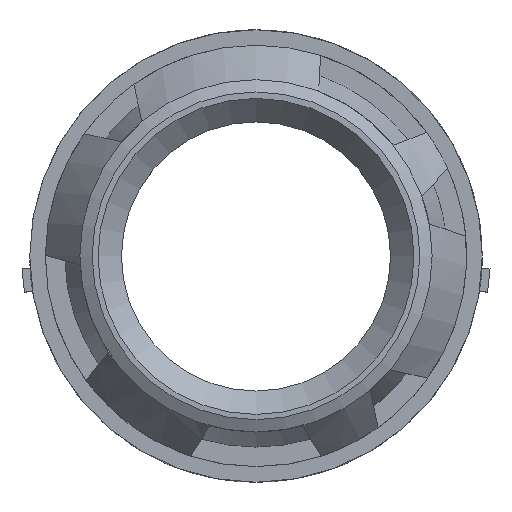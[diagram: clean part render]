
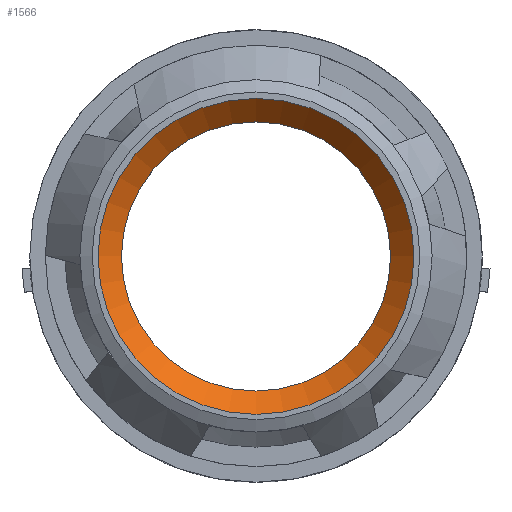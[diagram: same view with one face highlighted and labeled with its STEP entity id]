
A CAD part, top view. The second image highlights one B-rep face of the part: STEP entity #1566.
In plain terms, the highlighted conical face has half-angle 45 degrees and reference radius 18.75 mm.
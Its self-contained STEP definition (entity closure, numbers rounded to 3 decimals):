
#58=CONICAL_SURFACE('',#1722,18.75,0.785);
#161=FACE_OUTER_BOUND('',#249,.T.);
#249=EDGE_LOOP('',(#1390,#1391,#1392,#1393));
#316=CIRCLE('',#1720,20.25);
#317=CIRCLE('',#1723,17.25);
#441=LINE('',#2670,#574);
#574=VECTOR('',#2121,18.75);
#734=VERTEX_POINT('',#2664);
#735=VERTEX_POINT('',#2669);
#956=EDGE_CURVE('',#734,#734,#316,.T.);
#958=EDGE_CURVE('',#734,#735,#441,.T.);
#959=EDGE_CURVE('',#735,#735,#317,.T.);
#1390=ORIENTED_EDGE('',*,*,#956,.T.);
#1391=ORIENTED_EDGE('',*,*,#958,.T.);
#1392=ORIENTED_EDGE('',*,*,#959,.T.);
#1393=ORIENTED_EDGE('',*,*,#958,.F.);
#1566=ADVANCED_FACE('',(#161),#58,.F.);
#1720=AXIS2_PLACEMENT_3D('',#2665,#2114,#2115);
#1722=AXIS2_PLACEMENT_3D('',#2668,#2119,#2120);
#1723=AXIS2_PLACEMENT_3D('',#2671,#2122,#2123);
#2114=DIRECTION('center_axis',(0.,0.,1.));
#2115=DIRECTION('ref_axis',(1.,0.,0.));
#2119=DIRECTION('center_axis',(0.,0.,1.));
#2120=DIRECTION('ref_axis',(1.,0.,0.));
#2121=DIRECTION('',(0.707,0.,-0.707));
#2122=DIRECTION('center_axis',(0.,0.,-1.));
#2123=DIRECTION('ref_axis',(1.,0.,0.));
#2664=CARTESIAN_POINT('',(-20.251,-0.075,13.4));
#2665=CARTESIAN_POINT('Origin',(-0.001,-0.075,
13.4));
#2668=CARTESIAN_POINT('Origin',(-0.001,-0.075,
11.9));
#2669=CARTESIAN_POINT('',(-17.251,-0.075,10.4));
#2670=CARTESIAN_POINT('',(-18.751,-0.075,11.9));
#2671=CARTESIAN_POINT('Origin',(-0.001,-0.075,
10.4));
